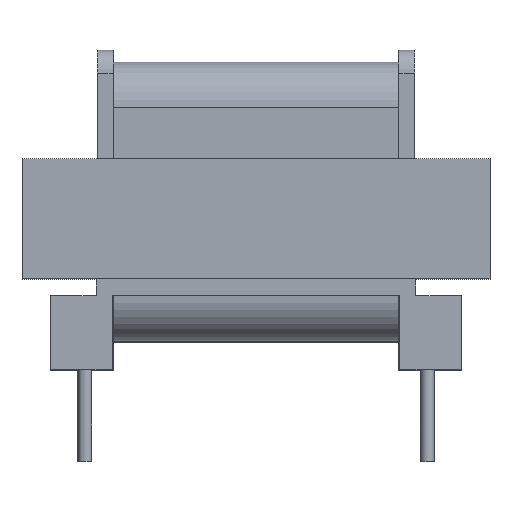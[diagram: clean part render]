
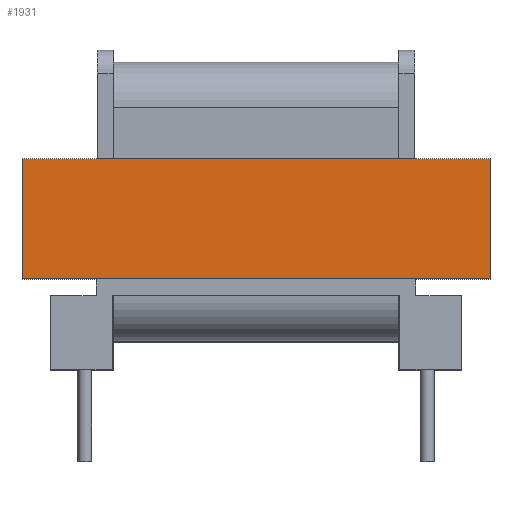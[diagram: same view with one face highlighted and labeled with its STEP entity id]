
A CAD part, top view. The second image highlights one B-rep face of the part: STEP entity #1931.
In plain terms, the highlighted planar face has unit normal (0, 0, 1).
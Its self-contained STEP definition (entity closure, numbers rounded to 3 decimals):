
#60=PLANE('',#2079);
#152=FACE_OUTER_BOUND('',#260,.T.);
#260=EDGE_LOOP('',(#1564,#1565,#1566,#1567));
#502=LINE('',#3013,#725);
#543=LINE('',#3084,#766);
#544=LINE('',#3086,#767);
#545=LINE('',#3087,#768);
#725=VECTOR('',#2426,1000.);
#766=VECTOR('',#2491,1000.);
#767=VECTOR('',#2492,1000.);
#768=VECTOR('',#2493,1000.);
#946=VERTEX_POINT('',#3007);
#948=VERTEX_POINT('',#3011);
#966=VERTEX_POINT('',#3083);
#967=VERTEX_POINT('',#3085);
#1169=EDGE_CURVE('',#946,#948,#502,.T.);
#1211=EDGE_CURVE('',#966,#946,#543,.T.);
#1212=EDGE_CURVE('',#967,#948,#544,.T.);
#1213=EDGE_CURVE('',#966,#967,#545,.T.);
#1564=ORIENTED_EDGE('',*,*,#1211,.T.);
#1565=ORIENTED_EDGE('',*,*,#1169,.T.);
#1566=ORIENTED_EDGE('',*,*,#1212,.F.);
#1567=ORIENTED_EDGE('',*,*,#1213,.F.);
#1931=ADVANCED_FACE('',(#152),#60,.F.);
#2079=AXIS2_PLACEMENT_3D('',#3082,#2489,#2490);
#2426=DIRECTION('',(1.,0.,0.));
#2489=DIRECTION('center_axis',(0.,0.,
-1.));
#2490=DIRECTION('ref_axis',(-1.,0.,0.));
#2491=DIRECTION('',(0.,-1.,0.));
#2492=DIRECTION('',(0.,-1.,0.));
#2493=DIRECTION('',(1.,0.,0.));
#3007=CARTESIAN_POINT('',(7.66,10.579,-2.45));
#3011=CARTESIAN_POINT('',(28.16,10.579,-2.45));
#3013=CARTESIAN_POINT('',(7.66,10.579,-2.45));
#3082=CARTESIAN_POINT('Origin',(7.66,15.839,-2.45));
#3083=CARTESIAN_POINT('',(7.66,15.839,-2.45));
#3084=CARTESIAN_POINT('',(7.66,15.839,-2.45));
#3085=CARTESIAN_POINT('',(28.16,15.839,-2.45));
#3086=CARTESIAN_POINT('',(28.16,15.839,-2.45));
#3087=CARTESIAN_POINT('',(7.66,15.839,-2.45));
